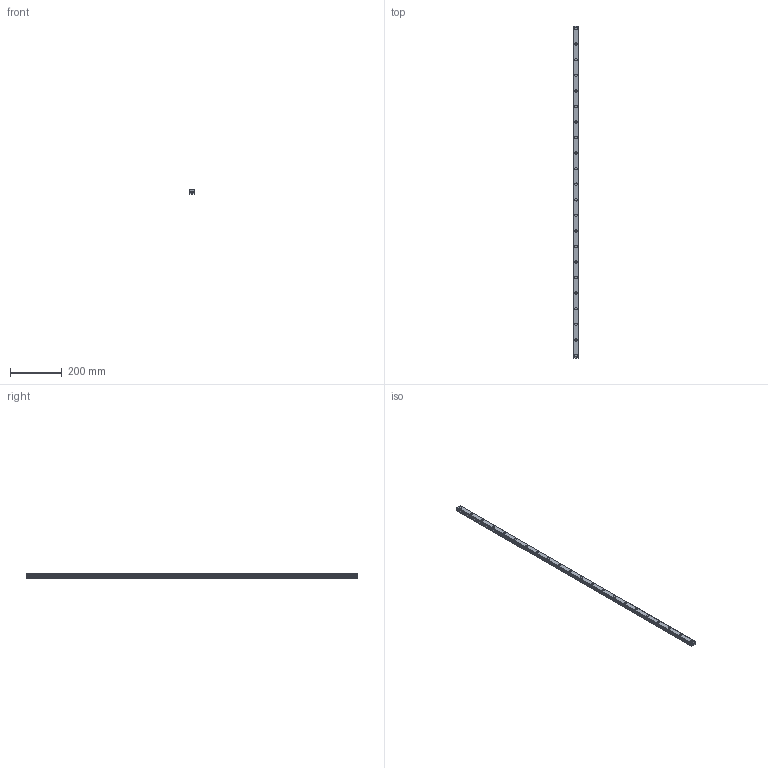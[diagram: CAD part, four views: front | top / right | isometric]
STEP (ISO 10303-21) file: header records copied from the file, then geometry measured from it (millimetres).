
FILE_DESCRIPTION(('STEP AP214'),'1');
FILE_NAME('cctmp_5C6118FA-4EE6-448A-84F3-C1DC43660270_2021_02_03_14_03_02_0454..stp','2021-02-03T13:03:02',('HIWIN GmbH'),('CADClick - www.CADClick.com'),'Spatial InterOp 3D',' ','unknown authorization');
FILE_SCHEMA(('AUTOMOTIVE_DESIGN'));
Length unit declared in the file: millimetre
Products named in the file (1): EGR20R1280C_FILE
Bounding box: 20 x 1280 x 15.5 mm (x, y, z)
Volume: 343009.4 mm3; surface area: 102959 mm2
Topology: 1 solids, 1 shells, 367 faces, 863 edges, 546 vertices
Faces by surface type: plane 217, cylinder 150
Entity records: 13521 total; most frequent: DIRECTION 1987, CARTESIAN_POINT 1777, ORIENTED_EDGE 1726, EDGE_CURVE 863, AXIS2_PLACEMENT_3D 756, VERTEX_POINT 546, LINE 475, VECTOR 475
